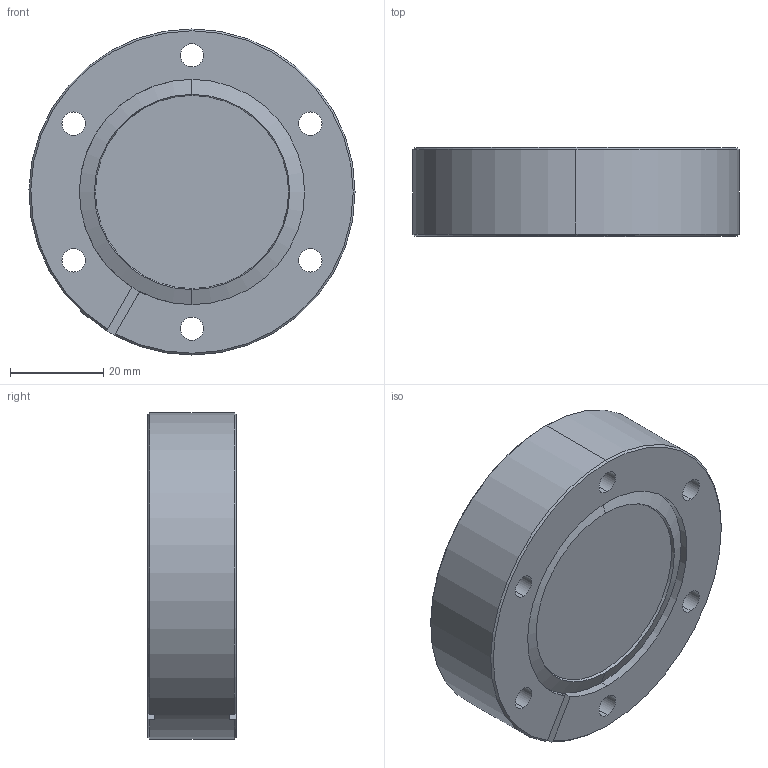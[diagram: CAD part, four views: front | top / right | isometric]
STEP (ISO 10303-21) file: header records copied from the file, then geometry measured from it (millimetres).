
FILE_DESCRIPTION (( 'STEP AP214' ), '1' );
FILE_NAME ('Hositrad_CF35-BDT.STEP', '2017-05-05T13:24:16', ( 'Gebruiker' ), ( '' ), 'SwSTEP 2.0', 'SolidWorks 2017', '' );
FILE_SCHEMA (( 'AUTOMOTIVE_DESIGN' ));
Length unit declared in the file: millimetre
Products named in the file (1): Hositrad_CF35-BDT
Bounding box: 69.99 x 19 x 70 mm (x, y, z)
Volume: 66392.4 mm3; surface area: 14088 mm2
Topology: 1 solids, 1 shells, 42 faces, 108 edges, 68 vertices
Faces by surface type: cylinder 18, cone 14, plane 10
Entity records: 1488 total; most frequent: DIRECTION 248, CARTESIAN_POINT 231, ORIENTED_EDGE 216, EDGE_CURVE 108, AXIS2_PLACEMENT_3D 101, VERTEX_POINT 68, CIRCLE 58, EDGE_LOOP 54
